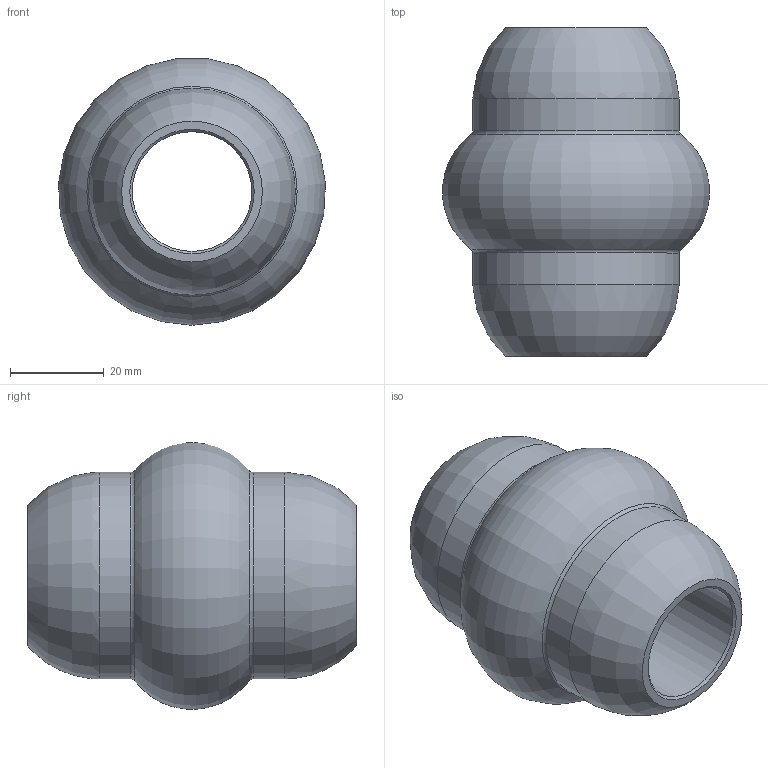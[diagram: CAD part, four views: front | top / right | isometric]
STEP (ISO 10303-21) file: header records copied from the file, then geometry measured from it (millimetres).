
FILE_DESCRIPTION (( 'STEP AP203' ), '1' );
FILE_NAME ('1383.STEP', '2024-11-21T10:19:18', ( '' ), ( '' ), 'SwSTEP 2.0', 'SolidWorks 2018', '' );
FILE_SCHEMA (( 'CONFIG_CONTROL_DESIGN' ));
Length unit declared in the file: millimetre
Products named in the file (1): 1383
Bounding box: 56.85 x 70 x 56.76 mm (x, y, z)
Volume: 80163 mm3; surface area: 17048.2 mm2
Topology: 1 solids, 1 shells, 231 faces, 626 edges, 415 vertices
Faces by surface type: bspline 113, plane 90, cylinder 21, torus 5, cone 2
Full cylindrical faces by diameter (mm): 25.5 x1, 44 x2
Entity records: 11186 total; most frequent: CARTESIAN_POINT 6030, ORIENTED_EDGE 1230, DIRECTION 717, EDGE_CURVE 615, VERTEX_POINT 414, LINE 291, VECTOR 291, EDGE_LOOP 261
